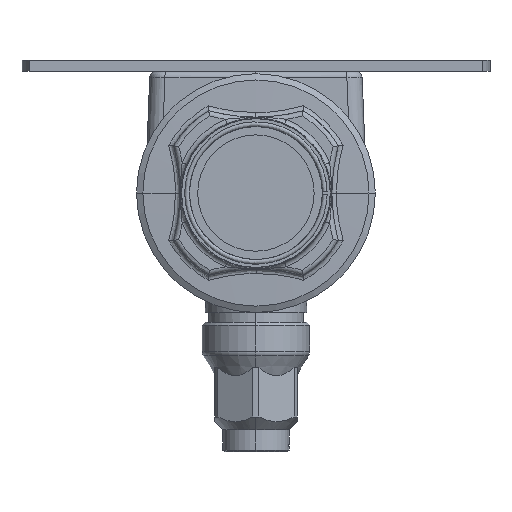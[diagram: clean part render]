
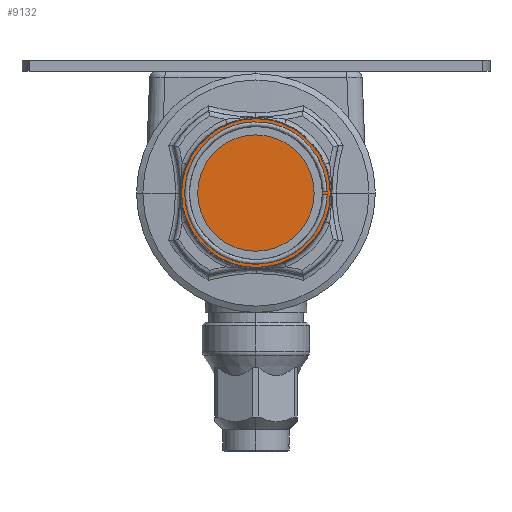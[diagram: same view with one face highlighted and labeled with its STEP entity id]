
A CAD part, left-side view. The second image highlights one B-rep face of the part: STEP entity #9132.
In plain terms, the highlighted planar face has unit normal (-1, 0, 0).
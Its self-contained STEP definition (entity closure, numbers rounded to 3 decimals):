
#7136=CARTESIAN_POINT('',(-57.5,0.,0.));
#7137=DIRECTION('',(1.,0.,0.));
#7138=DIRECTION('',(0.,1.,0.));
#7139=AXIS2_PLACEMENT_3D('',#7136,#7137,#7138);
#7141=CARTESIAN_POINT('',(-57.5,0.,0.));
#7142=DIRECTION('',(1.,0.,0.));
#7143=DIRECTION('',(0.,-1.,0.));
#7144=AXIS2_PLACEMENT_3D('',#7141,#7142,#7143);
#7281=CARTESIAN_POINT('',(-57.5,23.501,0.));
#7282=CARTESIAN_POINT('',(-57.5,-23.501,0.));
#7283=VERTEX_POINT('',#7281);
#7284=VERTEX_POINT('',#7282);
#9122=CARTESIAN_POINT('',(-57.5,0.,0.));
#9123=DIRECTION('',(1.,0.,0.));
#9124=DIRECTION('',(0.,1.,0.));
#9125=AXIS2_PLACEMENT_3D('',#9122,#9123,#9124);
#9126=PLANE('',#9125);
#9127=ORIENTED_EDGE('',*,*,#9112,.T.);
#9129=ORIENTED_EDGE('',*,*,#9128,.T.);
#9130=EDGE_LOOP('',(#9127,#9129));
#9131=FACE_OUTER_BOUND('',#9130,.F.);
#9132=ADVANCED_FACE('',(#9131),#9126,.F.);
#7140=CIRCLE('',#7139,23.501);
#7145=CIRCLE('',#7144,23.501);
#9112=EDGE_CURVE('',#7283,#7284,#7140,.T.);
#9128=EDGE_CURVE('',#7284,#7283,#7145,.T.);
